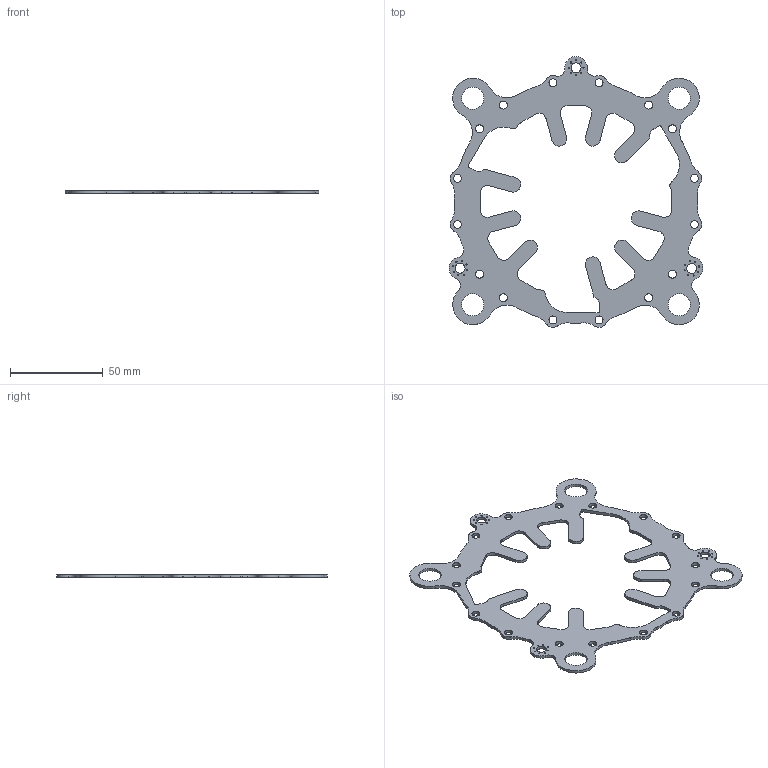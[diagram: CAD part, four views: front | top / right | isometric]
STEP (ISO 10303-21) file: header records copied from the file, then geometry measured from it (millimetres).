
FILE_DESCRIPTION(('KiCad electronic assembly'),'2;1');
FILE_NAME('HADES_motor_board.step','2025-02-23T22:49:11',('Pcbnew'),( 'Kicad'),'Open CASCADE STEP processor 7.8','KiCad to STEP converter' ,'Unknown');
FILE_SCHEMA(('AUTOMOTIVE_DESIGN { 1 0 10303 214 1 1 1 1 }'));
Length unit declared in the file: millimetre
Products named in the file (2): HADES_motor_board 1; HADES_motor_board_PCB
Assembly tree (1 placements, depth 2):
  HADES_motor_board 1
    HADES_motor_board_PCB
Bounding box: 136.71 x 145.8 x 1.6 mm (x, y, z)
Volume: 12405.5 mm3; surface area: 18292.9 mm2
Topology: 1 solids, 1 shells, 272 faces, 810 edges, 540 vertices
Faces by surface type: cylinder 138, plane 134
Full cylindrical faces by diameter (mm): 0.6 x24, 4.3 x16, 5.3 x3, 11.938 x4
Entity records: 9439 total; most frequent: DIRECTION 1634, CARTESIAN_POINT 1624, ORIENTED_EDGE 1620, EDGE_CURVE 810, AXIS2_PLACEMENT_3D 550, VERTEX_POINT 540, LINE 534, VECTOR 534
